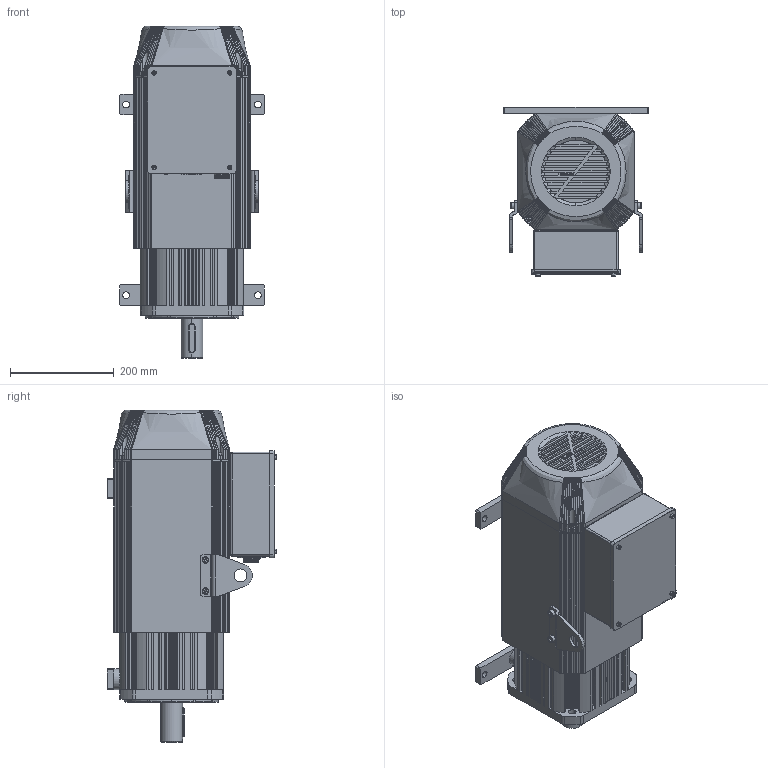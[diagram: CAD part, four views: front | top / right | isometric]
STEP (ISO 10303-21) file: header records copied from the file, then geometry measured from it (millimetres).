
FILE_DESCRIPTION (( 'STEP AP203' ), '1' );
FILE_NAME ('10002030101-0041-SV-X7VMM20-31D15CH-DN0F-0BH-9僇俋倛芞.STEP', '2025-10-29T02:33:08', ( '' ), ( '' ), 'SwSTEP 2.0', 'SolidWorks 2021', '' );
FILE_SCHEMA (( 'CONFIG_CONTROL_DESIGN' ));
Products named in the file (1): 10002030101-0041-SV-X7VMM20-31D15CH-DN0F-0BH-9僇俋倛芞
Bounding box: 278 x 326.5 x 640 mm (x, y, z)
Volume: 23891719.3 mm3; surface area: 1176974 mm2
Topology: 7 solids, 39 shells, 3585 faces, 9758 edges, 6191 vertices
Faces by surface type: plane 1524, cylinder 1134, bspline 374, cone 240, torus 209, sphere 104
Entity records: 149220 total; most frequent: CARTESIAN_POINT 61151, ORIENTED_EDGE 19050, DIRECTION 17741, EDGE_CURVE 9525, AXIS2_PLACEMENT_3D 6496, VERTEX_POINT 6136, LINE 4749, VECTOR 4749
